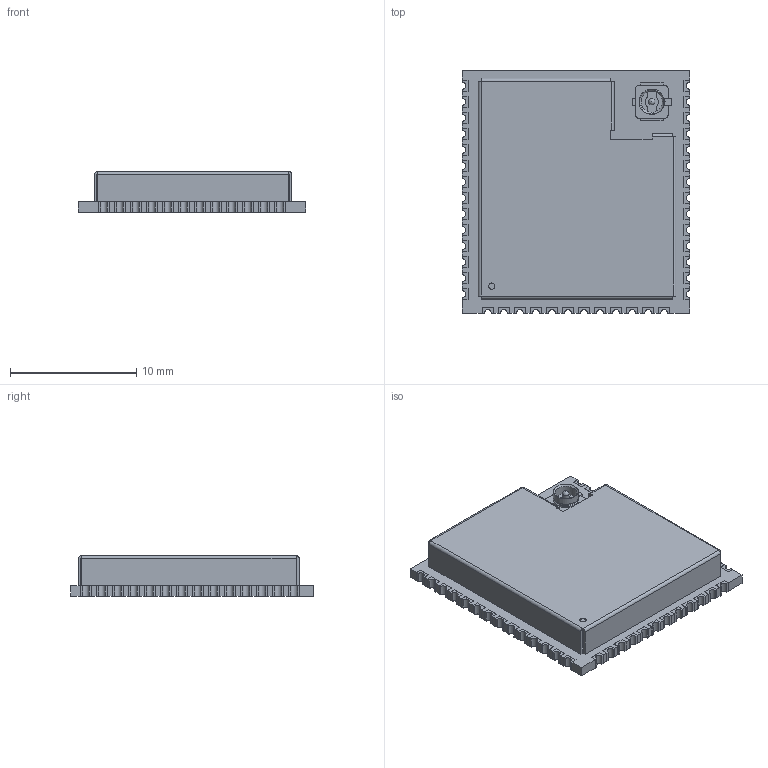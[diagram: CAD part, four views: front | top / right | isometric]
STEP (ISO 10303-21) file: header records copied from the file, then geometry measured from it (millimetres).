
FILE_DESCRIPTION(('CAx-IF Rec.Pracs.---Model Styling and Organization---1.5---2016-08-15','CAx-IF Rec.Pracs.---Geometric and Assembly Validation Properties---4.4---2016-08-17','CAx-IF Rec.Pracs.---User Defined Attributes---1.5---2016-08-15','CAx-IF Rec.Pracs.---External References---2.1---2005-01-19'),'2;1');
FILE_NAME('16240403.step','2025-07-15T00:45:59',('Unspecified'),('Unspecified'),'CAD Exchanger 3.10.2 (cadexchanger.com)','Unspecified','');
FILE_SCHEMA(('AUTOMOTIVE_DESIGN { 1 0 10303 214 1 1 1 1 }'));
Length unit declared in the file: millimetre
Products named in the file (1): ESP32-S3-WROOM-1U-N8R8
Bounding box: 18.02 x 19.21 x 3.23 mm (x, y, z)
Volume: 352.4 mm3; surface area: 1550.9 mm2
Topology: 2 solids, 2 shells, 548 faces, 1588 edges, 1057 vertices
Faces by surface type: plane 477, cylinder 65, cone 4, torus 2
Full cylindrical faces by diameter (mm): 0.5 x2, 1.7 x1, 1.87 x1, 2 x2
Entity records: 22141 total; most frequent: CARTESIAN_POINT 3215, ORIENTED_EDGE 3176, DIRECTION 2806, EDGE_CURVE 1588, LINE 1432, VECTOR 1432, VERTEX_POINT 1057, AXIS2_PLACEMENT_3D 687
